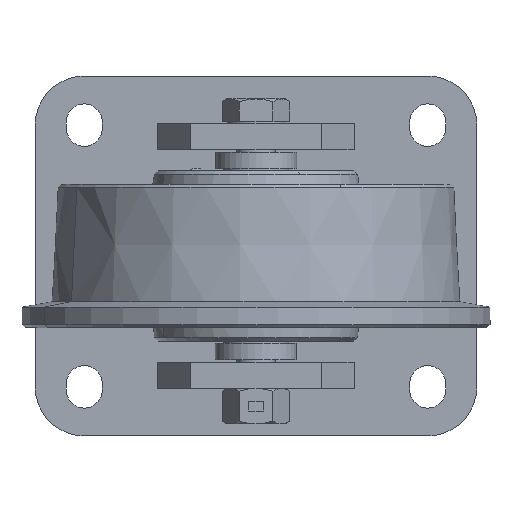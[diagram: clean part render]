
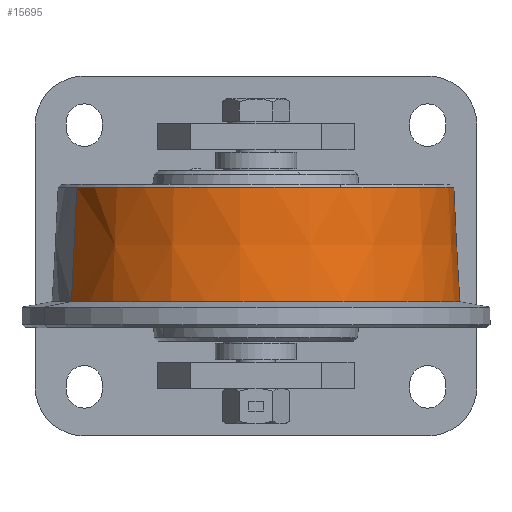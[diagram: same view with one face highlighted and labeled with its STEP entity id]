
A CAD part, front view. The second image highlights one B-rep face of the part: STEP entity #15695.
In plain terms, the highlighted conical face has half-angle 3 degrees and reference radius 62.5 mm.
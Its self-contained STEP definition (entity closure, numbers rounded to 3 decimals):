
#245 = CARTESIAN_POINT ( 'NONE',  ( 0., -107.5, -14. ) ) ;
#295 = ORIENTED_EDGE ( 'NONE', *, *, #8306, .T. ) ;
#506 = VERTEX_POINT ( 'NONE', #6140 ) ;
#830 = DIRECTION ( 'NONE',  ( -0.047, -0.023, -0.999 ) ) ;
#1229 = CARTESIAN_POINT ( 'NONE',  ( 0., -107.5, 21.001 ) ) ;
#1428 = VERTEX_POINT ( 'NONE', #2043 ) ;
#1464 = AXIS2_PLACEMENT_3D ( 'NONE', #4254, #9437, #13146 ) ;
#2043 = CARTESIAN_POINT ( 'NONE',  ( -56.414, -134.403, -14. ) ) ;
#3583 = ORIENTED_EDGE ( 'NONE', *, *, #9580, .F. ) ;
#3687 = EDGE_CURVE ( 'NONE', #15222, #1428, #7988, .T. ) ;
#4254 = CARTESIAN_POINT ( 'NONE',  ( 0., -107.5, 21.001 ) ) ;
#4659 = DIRECTION ( 'NONE',  ( 0., 0., -1. ) ) ;
#5198 = VERTEX_POINT ( 'NONE', #14334 ) ;
#5465 = LINE ( 'NONE', #7944, #7455 ) ;
#5720 = VECTOR ( 'NONE', #830, 1000. ) ;
#6085 = CONICAL_SURFACE ( 'NONE', #15533, 62.5, 0.052 ) ;
#6140 = CARTESIAN_POINT ( 'NONE',  ( 54.758, -81.387, 21.001 ) ) ;
#6369 = CARTESIAN_POINT ( 'NONE',  ( 0., -107.5, -14. ) ) ;
#6407 = DIRECTION ( 'NONE',  ( 0., 0., -1. ) ) ;
#6745 = EDGE_CURVE ( 'NONE', #5198, #11974, #12077, .T. ) ;
#7206 = EDGE_LOOP ( 'NONE', ( #3583, #11285, #15616, #295, #11710 ) ) ;
#7455 = VECTOR ( 'NONE', #10529, 1000. ) ;
#7944 = CARTESIAN_POINT ( 'NONE',  ( 56.414, -80.597, -14. ) ) ;
#7988 = CIRCLE ( 'NONE', #14269, 62.5 ) ;
#8306 = EDGE_CURVE ( 'NONE', #11974, #1428, #13540, .T. ) ;
#8498 = AXIS2_PLACEMENT_3D ( 'NONE', #1229, #6407, #15188 ) ;
#9437 = DIRECTION ( 'NONE',  ( 0., 0., -1. ) ) ;
#9580 = EDGE_CURVE ( 'NONE', #506, #15222, #5465, .T. ) ;
#10033 = CARTESIAN_POINT ( 'NONE',  ( 56.414, -80.597, -14. ) ) ;
#10529 = DIRECTION ( 'NONE',  ( 0.047, 0.023, -0.999 ) ) ;
#10949 = CARTESIAN_POINT ( 'NONE',  ( -56.414, -134.403, -14. ) ) ;
#11285 = ORIENTED_EDGE ( 'NONE', *, *, #11821, .T. ) ;
#11710 = ORIENTED_EDGE ( 'NONE', *, *, #3687, .F. ) ;
#11821 = EDGE_CURVE ( 'NONE', #506, #5198, #16268, .T. ) ;
#11827 = DIRECTION ( 'NONE',  ( 0., 0., -1. ) ) ;
#11974 = VERTEX_POINT ( 'NONE', #16395 ) ;
#11997 = DIRECTION ( 'NONE',  ( -0.903, -0.43, 0. ) ) ;
#12077 = CIRCLE ( 'NONE', #8498, 60.666 ) ;
#13146 = DIRECTION ( 'NONE',  ( 0.903, 0.43, 0. ) ) ;
#13540 = LINE ( 'NONE', #10949, #5720 ) ;
#13733 = FACE_OUTER_BOUND ( 'NONE', #7206, .T. ) ;
#14269 = AXIS2_PLACEMENT_3D ( 'NONE', #6369, #4659, #15213 ) ;
#14334 = CARTESIAN_POINT ( 'NONE',  ( 26.113, -162.258, 21.001 ) ) ;
#15188 = DIRECTION ( 'NONE',  ( 0.903, 0.43, 0. ) ) ;
#15213 = DIRECTION ( 'NONE',  ( 0.903, 0.43, 0. ) ) ;
#15222 = VERTEX_POINT ( 'NONE', #10033 ) ;
#15533 = AXIS2_PLACEMENT_3D ( 'NONE', #245, #11827, #11997 ) ;
#15616 = ORIENTED_EDGE ( 'NONE', *, *, #6745, .T. ) ;
#15695 = ADVANCED_FACE ( 'NONE', ( #13733 ), #6085, .T. ) ;
#16268 = CIRCLE ( 'NONE', #1464, 60.666 ) ;
#16395 = CARTESIAN_POINT ( 'NONE',  ( -54.758, -133.613, 21.001 ) ) ;
